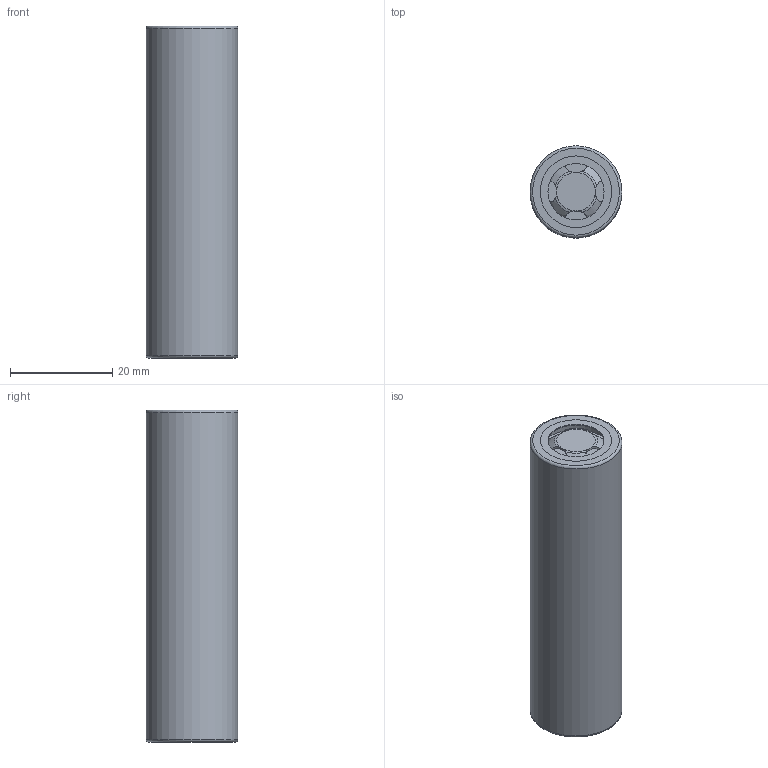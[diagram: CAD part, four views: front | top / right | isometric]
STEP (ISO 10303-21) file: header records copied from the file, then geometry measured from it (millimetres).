
FILE_DESCRIPTION(/* description */ (''),/* implementation_level */ '2;1');
FILE_NAME(/* name */ 'battery 18650.step',/* time_stamp */ '2022-12-21T15:52:31+10:00',/* author */ (''),/* organization */ (''),/* preprocessor_version */ 'ST-DEVELOPER v19.2',/* originating_system */ 'Autodesk Translation Framework v11.17.0.187',/* authorisation */ '');
FILE_SCHEMA (('AUTOMOTIVE_DESIGN { 1 0 10303 214 3 1 1 }'));
Length unit declared in the file: millimetre
Products named in the file (1): аккумулятор 18
650
Bounding box: 18 x 18 x 65 mm (x, y, z)
Volume: 16197 mm3; surface area: 10181.3 mm2
Topology: 4 solids, 4 shells, 44 faces, 105 edges, 69 vertices
Faces by surface type: plane 20, bspline 17, cylinder 5, torus 2
Full cylindrical faces by diameter (mm): 11 x1, 14 x3, 18 x1
Entity records: 2823 total; most frequent: CARTESIAN_POINT 1881, ORIENTED_EDGE 210, DIRECTION 133, EDGE_CURVE 105, VERTEX_POINT 69, B_SPLINE_CURVE_WITH_KNOTS 54, AXIS2_PLACEMENT_3D 54, EDGE_LOOP 48
